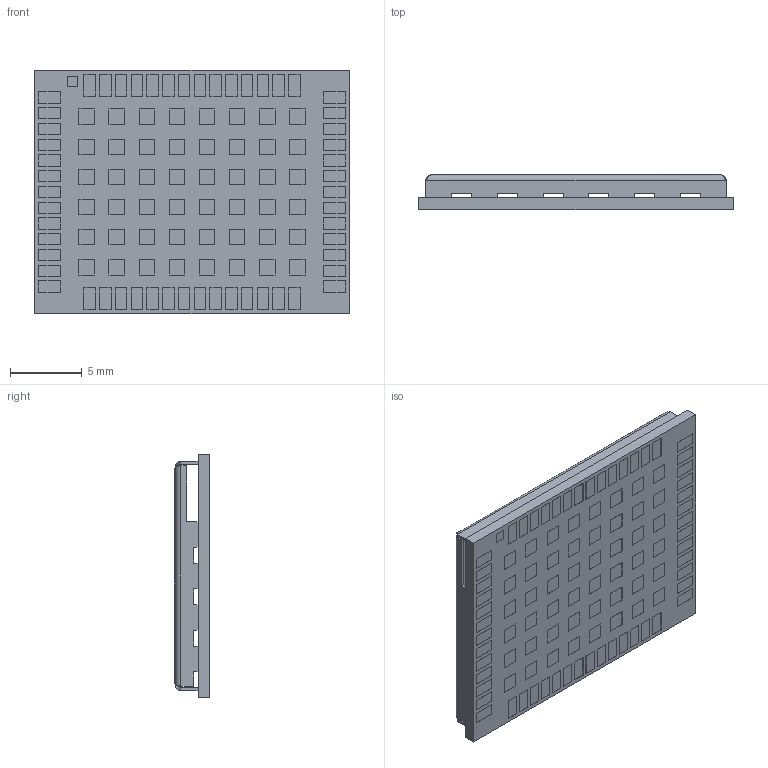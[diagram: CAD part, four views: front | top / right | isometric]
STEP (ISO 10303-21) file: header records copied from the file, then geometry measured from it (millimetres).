
FILE_DESCRIPTION(/* description */ (''),/* implementation_level */ '2;1');
FILE_NAME(/* name */ 'ZED.step',/* time_stamp */ '2021-12-20T14:24:55+01:00',/* author */ (''),/* organization */ (''),/* preprocessor_version */ 'ST-DEVELOPER v18.1',/* originating_system */ 'Autodesk Translation Framework v10.10.0.1391',/* authorisation */ '');
FILE_SCHEMA (('AUTOMOTIVE_DESIGN { 1 0 10303 214 3 1 1 }'));
Length unit declared in the file: millimetre
Products named in the file (9): ZED_Form_Factor_with_Pin1Mark; PCB_ZED; PIN_SED_SIGNAL; PIN_SED_Shield; PIN_SED_JTAG; Shield_ZED; PIN_SED_GND; u-blox_zed_label; Pin1Mark
Assembly tree (133 placements, depth 2):
  ZED_Form_Factor_with_Pin1Mark
    PCB_ZED
    PIN_SED_SIGNAL  x54
    PIN_SED_GND  x48
    PIN_SED_Shield  x21
    PIN_SED_JTAG  x6
    Shield_ZED
    u-blox_zed_label
    Pin1Mark
Bounding box: 22 x 2.48 x 17 mm (x, y, z)
Volume: 400.3 mm3; surface area: 2560.5 mm2
Topology: 138 solids, 138 shells, 1738 faces, 4342 edges, 2884 vertices
Faces by surface type: plane 1714, cylinder 12, bspline 12
Entity records: 31639 total; most frequent: CARTESIAN_POINT 6753, ORIENTED_EDGE 5204, DIRECTION 4664, EDGE_CURVE 2602, LINE 2570, VECTOR 2570, VERTEX_POINT 1724, AXIS2_PLACEMENT_3D 1047
